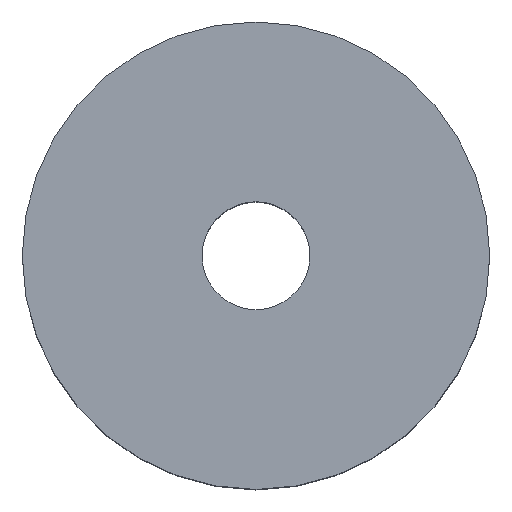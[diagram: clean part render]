
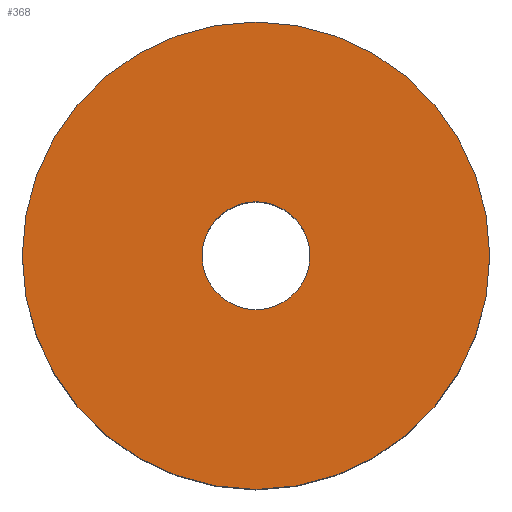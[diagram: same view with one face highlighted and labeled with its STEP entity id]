
A CAD part, top view. The second image highlights one B-rep face of the part: STEP entity #368.
In plain terms, the highlighted planar face has unit normal (0, 0, 1).
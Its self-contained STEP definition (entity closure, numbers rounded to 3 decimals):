
#7 = EDGE_LOOP ( 'NONE', ( #94, #295 ) ) ;
#12 = VERTEX_POINT ( 'NONE', #388 ) ;
#18 = AXIS2_PLACEMENT_3D ( 'NONE', #340, #61, #56 ) ;
#30 = CIRCLE ( 'NONE', #238, 1.5 ) ;
#45 = DIRECTION ( 'NONE',  ( 0., 0., -1. ) ) ;
#46 = DIRECTION ( 'NONE',  ( -1., 0., 0. ) ) ;
#56 = DIRECTION ( 'NONE',  ( 1., 0., 0. ) ) ;
#57 = EDGE_CURVE ( 'NONE', #373, #352, #30, .T. ) ;
#58 = CARTESIAN_POINT ( 'NONE',  ( -1.5, 0., 8.5 ) ) ;
#59 = PLANE ( 'NONE',  #60 ) ;
#60 = AXIS2_PLACEMENT_3D ( 'NONE', #342, #221, #311 ) ;
#61 = DIRECTION ( 'NONE',  ( 0., 0., 1. ) ) ;
#63 = EDGE_CURVE ( 'NONE', #352, #373, #111, .T. ) ;
#92 = DIRECTION ( 'NONE',  ( 0., 0., 1. ) ) ;
#94 = ORIENTED_EDGE ( 'NONE', *, *, #345, .T. ) ;
#111 = CIRCLE ( 'NONE', #268, 1.5 ) ;
#121 = DIRECTION ( 'NONE',  ( -1., 0., 0. ) ) ;
#169 = EDGE_LOOP ( 'NONE', ( #322, #390 ) ) ;
#185 = CARTESIAN_POINT ( 'NONE',  ( 1.5, 0., 8.5 ) ) ;
#210 = CARTESIAN_POINT ( 'NONE',  ( 0., 0., 8.5 ) ) ;
#213 = CIRCLE ( 'NONE', #18, 6.5 ) ;
#217 = FACE_BOUND ( 'NONE', #169, .T. ) ;
#221 = DIRECTION ( 'NONE',  ( 0., 0., 1. ) ) ;
#238 = AXIS2_PLACEMENT_3D ( 'NONE', #210, #45, #121 ) ;
#250 = EDGE_CURVE ( 'NONE', #12, #385, #305, .T. ) ;
#253 = DIRECTION ( 'NONE',  ( 1., 0., 0. ) ) ;
#262 = CARTESIAN_POINT ( 'NONE',  ( -6.5, 0., 8.5 ) ) ;
#268 = AXIS2_PLACEMENT_3D ( 'NONE', #335, #299, #46 ) ;
#278 = FACE_OUTER_BOUND ( 'NONE', #7, .T. ) ;
#295 = ORIENTED_EDGE ( 'NONE', *, *, #250, .T. ) ;
#299 = DIRECTION ( 'NONE',  ( 0., 0., -1. ) ) ;
#305 = CIRCLE ( 'NONE', #338, 6.5 ) ;
#311 = DIRECTION ( 'NONE',  ( 1., 0., 0. ) ) ;
#322 = ORIENTED_EDGE ( 'NONE', *, *, #57, .T. ) ;
#335 = CARTESIAN_POINT ( 'NONE',  ( 0., 0., 8.5 ) ) ;
#338 = AXIS2_PLACEMENT_3D ( 'NONE', #369, #92, #253 ) ;
#340 = CARTESIAN_POINT ( 'NONE',  ( 0., 0., 8.5 ) ) ;
#342 = CARTESIAN_POINT ( 'NONE',  ( 0., 0., 8.5 ) ) ;
#345 = EDGE_CURVE ( 'NONE', #385, #12, #213, .T. ) ;
#352 = VERTEX_POINT ( 'NONE', #185 ) ;
#368 = ADVANCED_FACE ( 'NONE', ( #217, #278 ), #59, .T. ) ;
#369 = CARTESIAN_POINT ( 'NONE',  ( 0., 0., 8.5 ) ) ;
#373 = VERTEX_POINT ( 'NONE', #58 ) ;
#385 = VERTEX_POINT ( 'NONE', #262 ) ;
#388 = CARTESIAN_POINT ( 'NONE',  ( 6.5, 0., 8.5 ) ) ;
#390 = ORIENTED_EDGE ( 'NONE', *, *, #63, .T. ) ;
